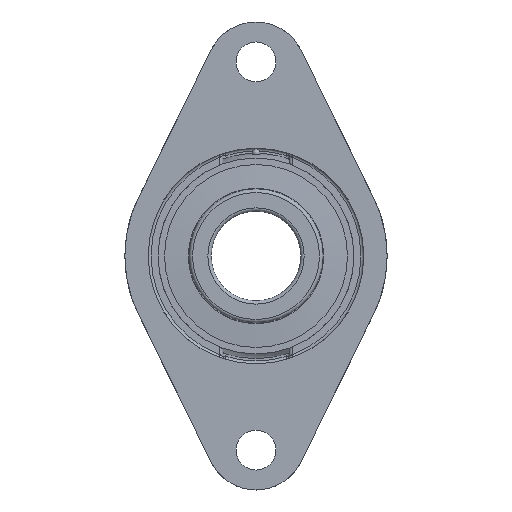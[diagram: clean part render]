
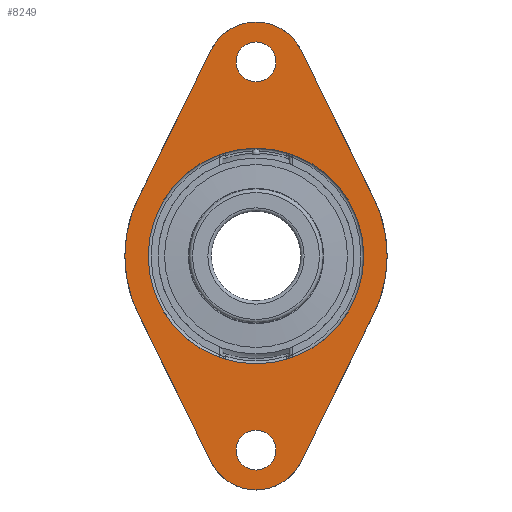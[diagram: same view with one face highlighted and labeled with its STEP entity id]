
A CAD part, left-side view. The second image highlights one B-rep face of the part: STEP entity #8249.
In plain terms, the highlighted face is planar.
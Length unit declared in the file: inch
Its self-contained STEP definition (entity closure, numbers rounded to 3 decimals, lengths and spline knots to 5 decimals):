
#5524=CARTESIAN_POINT('',(0.69665,-1.39265,0.));
#5525=VERTEX_POINT('',#5524);
#5532=CARTESIAN_POINT('',(2.44628,-0.52963,0.));
#5533=VERTEX_POINT('',#5532);
#5534=CARTESIAN_POINT('',(0.69665,-1.39265,0.));
#5535=DIRECTION('',(0.897,0.442,0.));
#5536=VECTOR('',#5535,0.76807);
#5537=LINE('',#5534,#5536);
#5538=EDGE_CURVE('',#5525,#5533,#5537,.T.);
#5557=CARTESIAN_POINT('',(-0.69665,-1.39265,-0.));
#5558=VERTEX_POINT('',#5557);
#5565=CARTESIAN_POINT('',(0.,0.01969,-0.));
#5566=DIRECTION('',(-0.,0.,1.));
#5567=DIRECTION('',(1.,-0.,0.));
#5568=AXIS2_PLACEMENT_3D('',#5565,#5566,#5567);
#5569=CIRCLE('',#5568,1.5748);
#5570=EDGE_CURVE('',#5558,#5525,#5569,.T.);
#5583=CARTESIAN_POINT('',(-2.44628,-0.52963,-0.));
#5584=VERTEX_POINT('',#5583);
#5591=CARTESIAN_POINT('',(-2.44628,-0.52963,-0.));
#5592=DIRECTION('',(0.897,-0.442,0.));
#5593=VECTOR('',#5592,0.76807);
#5594=LINE('',#5591,#5593);
#5595=EDGE_CURVE('',#5584,#5558,#5594,.T.);
#5656=CARTESIAN_POINT('',(2.44628,0.52963,0.));
#5657=VERTEX_POINT('',#5656);
#5658=CARTESIAN_POINT('',(2.18504,0.,0.));
#5659=DIRECTION('',(-0.,0.,1.));
#5660=DIRECTION('',(1.,-0.,0.));
#5661=AXIS2_PLACEMENT_3D('',#5658,#5659,#5660);
#5662=CIRCLE('',#5661,0.59055);
#5663=EDGE_CURVE('',#5533,#5657,#5662,.T.);
#7731=CARTESIAN_POINT('',(-0.,-1.27986,0.));
#7732=VERTEX_POINT('',#7731);
#7753=CARTESIAN_POINT('',(-0.,1.27986,0.));
#7754=VERTEX_POINT('',#7753);
#7755=CARTESIAN_POINT('',(0.,-0.,0.));
#7756=DIRECTION('',(-0.,0.,1.));
#7757=DIRECTION('',(0.,1.,-0.));
#7758=AXIS2_PLACEMENT_3D('',#7755,#7756,#7757);
#7759=CIRCLE('',#7758,1.27986);
#7760=EDGE_CURVE('',#7754,#7732,#7759,.T.);
#7762=CARTESIAN_POINT('',(0.,-0.,0.));
#7763=DIRECTION('',(-0.,0.,1.));
#7764=DIRECTION('',(0.,1.,-0.));
#7765=AXIS2_PLACEMENT_3D('',#7762,#7763,#7764);
#7766=CIRCLE('',#7765,1.27986);
#7767=EDGE_CURVE('',#7732,#7754,#7766,.T.);
#8140=CARTESIAN_POINT('',(2.06693,0.,0.));
#8141=VERTEX_POINT('',#8140);
#8148=CARTESIAN_POINT('',(2.30315,0.,0.));
#8149=DIRECTION('',(-0.,0.,1.));
#8150=DIRECTION('',(1.,-0.,0.));
#8151=AXIS2_PLACEMENT_3D('',#8148,#8149,#8150);
#8152=CIRCLE('',#8151,0.23622);
#8153=EDGE_CURVE('',#8141,#8141,#8152,.T.);
#8166=CARTESIAN_POINT('',(-2.53937,0.,-0.));
#8167=VERTEX_POINT('',#8166);
#8174=CARTESIAN_POINT('',(-2.30315,0.,-0.));
#8175=DIRECTION('',(-0.,0.,1.));
#8176=DIRECTION('',(1.,-0.,0.));
#8177=AXIS2_PLACEMENT_3D('',#8174,#8175,#8176);
#8178=CIRCLE('',#8177,0.23622);
#8179=EDGE_CURVE('',#8167,#8167,#8178,.T.);
#8187=CARTESIAN_POINT('',(-0.,-0.,-0.));
#8188=DIRECTION('',(-0.,0.,1.));
#8189=DIRECTION('',(1.,-0.,0.));
#8190=AXIS2_PLACEMENT_3D('',#8187,#8188,#8189);
#8191=PLANE('',#8190);
#8192=ORIENTED_EDGE('',*,*,#7760,.T.);
#8193=ORIENTED_EDGE('',*,*,#7767,.T.);
#8194=EDGE_LOOP('',(#8192,#8193));
#8195=FACE_BOUND('',#8194,.T.);
#8196=CARTESIAN_POINT('',(-0.69665,1.39265,-0.));
#8197=VERTEX_POINT('',#8196);
#8198=CARTESIAN_POINT('',(-2.44628,0.52963,-0.));
#8199=VERTEX_POINT('',#8198);
#8200=CARTESIAN_POINT('',(-0.69665,1.39265,-0.));
#8201=DIRECTION('',(-0.897,-0.442,-0.));
#8202=VECTOR('',#8201,0.76807);
#8203=LINE('',#8200,#8202);
#8204=EDGE_CURVE('',#8197,#8199,#8203,.T.);
#8205=ORIENTED_EDGE('',*,*,#8204,.F.);
#8206=CARTESIAN_POINT('',(0.69665,1.39265,0.));
#8207=VERTEX_POINT('',#8206);
#8208=CARTESIAN_POINT('',(0.,-0.01969,0.));
#8209=DIRECTION('',(-0.,0.,1.));
#8210=DIRECTION('',(1.,-0.,0.));
#8211=AXIS2_PLACEMENT_3D('',#8208,#8209,#8210);
#8212=CIRCLE('',#8211,1.5748);
#8213=EDGE_CURVE('',#8207,#8197,#8212,.T.);
#8214=ORIENTED_EDGE('',*,*,#8213,.F.);
#8215=CARTESIAN_POINT('',(2.44628,0.52963,0.));
#8216=DIRECTION('',(-0.897,0.442,-0.));
#8217=VECTOR('',#8216,0.76807);
#8218=LINE('',#8215,#8217);
#8219=EDGE_CURVE('',#5657,#8207,#8218,.T.);
#8220=ORIENTED_EDGE('',*,*,#8219,.F.);
#8221=ORIENTED_EDGE('',*,*,#5663,.F.);
#8222=ORIENTED_EDGE('',*,*,#5538,.F.);
#8223=ORIENTED_EDGE('',*,*,#5570,.F.);
#8224=ORIENTED_EDGE('',*,*,#5595,.F.);
#8225=CARTESIAN_POINT('',(-2.77559,-0.,-0.));
#8226=VERTEX_POINT('',#8225);
#8227=CARTESIAN_POINT('',(-2.18504,-0.,-0.));
#8228=DIRECTION('',(-0.,0.,1.));
#8229=DIRECTION('',(1.,-0.,0.));
#8230=AXIS2_PLACEMENT_3D('',#8227,#8228,#8229);
#8231=CIRCLE('',#8230,0.59055);
#8232=EDGE_CURVE('',#8226,#5584,#8231,.T.);
#8233=ORIENTED_EDGE('',*,*,#8232,.F.);
#8234=CARTESIAN_POINT('',(-2.18504,-0.,-0.));
#8235=DIRECTION('',(-0.,0.,1.));
#8236=DIRECTION('',(1.,-0.,0.));
#8237=AXIS2_PLACEMENT_3D('',#8234,#8235,#8236);
#8238=CIRCLE('',#8237,0.59055);
#8239=EDGE_CURVE('',#8199,#8226,#8238,.T.);
#8240=ORIENTED_EDGE('',*,*,#8239,.F.);
#8241=EDGE_LOOP('',(#8205,#8214,#8220,#8221,#8222,#8223,#8224,#8233,#8240));
#8242=FACE_BOUND('',#8241,.T.);
#8243=ORIENTED_EDGE('',*,*,#8179,.T.);
#8244=EDGE_LOOP('',(#8243));
#8245=FACE_BOUND('',#8244,.T.);
#8246=ORIENTED_EDGE('',*,*,#8153,.T.);
#8247=EDGE_LOOP('',(#8246));
#8248=FACE_BOUND('',#8247,.T.);
#8249=ADVANCED_FACE('',(#8195,#8242,#8245,#8248),#8191,.F.);
